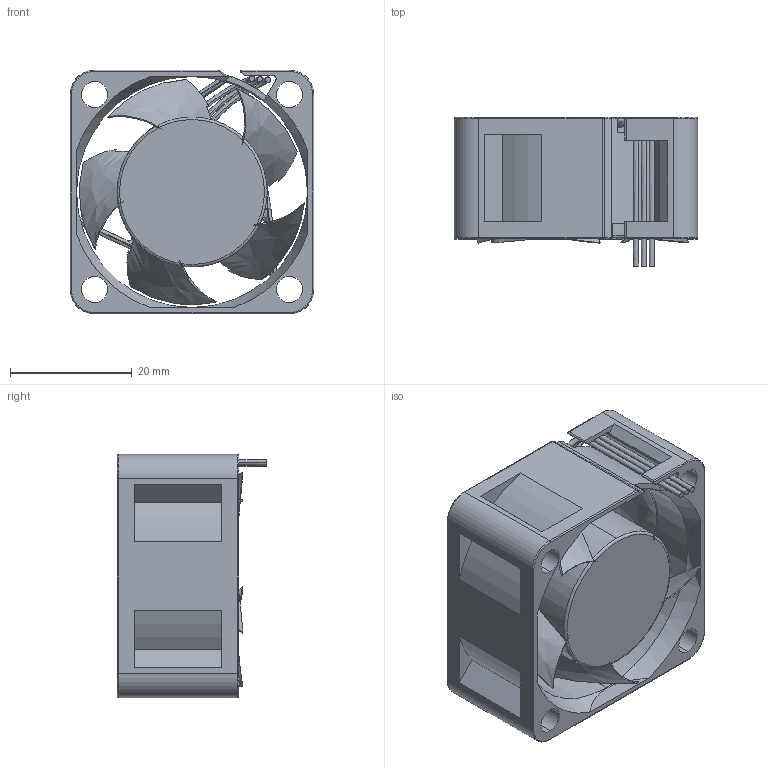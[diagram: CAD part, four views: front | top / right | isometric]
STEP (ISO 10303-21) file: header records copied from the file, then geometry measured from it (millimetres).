
FILE_DESCRIPTION (( 'STEP AP214' ), '1' );
FILE_NAME ('CUI_DEVICES_CFM-4020V-050-165-20.step', '2019-10-25T14:50:59', ( '' ), ( '' ), 'SwSTEP 2.0', 'SolidWorks 2019', '' );
FILE_SCHEMA (( 'AUTOMOTIVE_DESIGN' ));
Length unit declared in the file: inch
Products named in the file (1): CUI_DEVICES_CFM-4020V-050-165-20
Bounding box: 40 x 24.6 x 40 mm (x, y, z)
Volume: 15120.9 mm3; surface area: 12850.6 mm2
Topology: 1 solids, 1 shells, 243 faces, 644 edges, 403 vertices
Faces by surface type: cylinder 80, plane 64, bspline 53, torus 40, cone 4, sphere 2
Entity records: 14912 total; most frequent: CARTESIAN_POINT 9064, ORIENTED_EDGE 1272, DIRECTION 1043, EDGE_CURVE 636, AXIS2_PLACEMENT_3D 432, VERTEX_POINT 403, EDGE_LOOP 269, FACE_OUTER_BOUND 243
